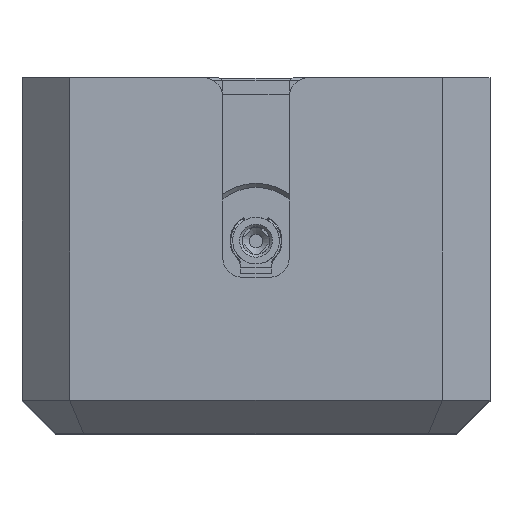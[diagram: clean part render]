
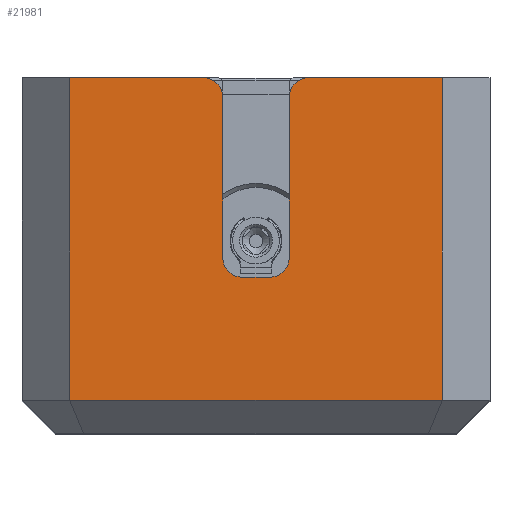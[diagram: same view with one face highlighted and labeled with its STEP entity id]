
A CAD part, top view. The second image highlights one B-rep face of the part: STEP entity #21981.
In plain terms, the highlighted planar face has unit normal (0, 0, 1).
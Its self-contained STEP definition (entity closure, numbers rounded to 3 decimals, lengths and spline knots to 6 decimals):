
#819=PLANE('',#23355);
#1597=CIRCLE('',#23356,0.003);
#1598=CIRCLE('',#23357,0.003);
#1599=CIRCLE('',#23358,0.003);
#1600=CIRCLE('',#23359,0.003);
#2603=ORIENTED_EDGE('',*,*,#9225,.F.);
#2604=ORIENTED_EDGE('',*,*,#9226,.T.);
#2605=ORIENTED_EDGE('',*,*,#9227,.F.);
#2606=ORIENTED_EDGE('',*,*,#9228,.T.);
#2607=ORIENTED_EDGE('',*,*,#9229,.T.);
#2608=ORIENTED_EDGE('',*,*,#9230,.F.);
#2609=ORIENTED_EDGE('',*,*,#9231,.T.);
#2610=ORIENTED_EDGE('',*,*,#9232,.T.);
#2611=ORIENTED_EDGE('',*,*,#9233,.T.);
#2612=ORIENTED_EDGE('',*,*,#9234,.T.);
#2613=ORIENTED_EDGE('',*,*,#9235,.T.);
#2614=ORIENTED_EDGE('',*,*,#9236,.T.);
#9225=EDGE_CURVE('',#12508,#12509,#14748,.T.);
#9226=EDGE_CURVE('',#12508,#12510,#1597,.T.);
#9227=EDGE_CURVE('',#12511,#12510,#14749,.T.);
#9228=EDGE_CURVE('',#12511,#12512,#14750,.T.);
#9229=EDGE_CURVE('',#12512,#12513,#14751,.T.);
#9230=EDGE_CURVE('',#12514,#12513,#14752,.T.);
#9231=EDGE_CURVE('',#12514,#12515,#14753,.T.);
#9232=EDGE_CURVE('',#12515,#12516,#1598,.T.);
#9233=EDGE_CURVE('',#12516,#12517,#14754,.T.);
#9234=EDGE_CURVE('',#12517,#12518,#1599,.F.);
#9235=EDGE_CURVE('',#12518,#12519,#14755,.T.);
#9236=EDGE_CURVE('',#12519,#12509,#1600,.F.);
#12508=VERTEX_POINT('',#31606);
#12509=VERTEX_POINT('',#31607);
#12510=VERTEX_POINT('',#31609);
#12511=VERTEX_POINT('',#31611);
#12512=VERTEX_POINT('',#31613);
#12513=VERTEX_POINT('',#31615);
#12514=VERTEX_POINT('',#31617);
#12515=VERTEX_POINT('',#31619);
#12516=VERTEX_POINT('',#31621);
#12517=VERTEX_POINT('',#31623);
#12518=VERTEX_POINT('',#31625);
#12519=VERTEX_POINT('',#31627);
#14748=LINE('',#31605,#16727);
#14749=LINE('',#31610,#16728);
#14750=LINE('',#31612,#16729);
#14751=LINE('',#31614,#16730);
#14752=LINE('',#31616,#16731);
#14753=LINE('',#31618,#16732);
#14754=LINE('',#31622,#16733);
#14755=LINE('',#31626,#16734);
#16727=VECTOR('',#25615,1.);
#16728=VECTOR('',#25618,1.);
#16729=VECTOR('',#25619,1.);
#16730=VECTOR('',#25620,1.);
#16731=VECTOR('',#25621,1.);
#16732=VECTOR('',#25622,1.);
#16733=VECTOR('',#25625,1.);
#16734=VECTOR('',#25628,1.);
#18637=EDGE_LOOP('',(#2603,#2604,#2605,#2606,#2607,#2608,#2609,#2610,#2611,
#2612,#2613,#2614));
#20175=FACE_BOUND('',#18637,.T.);
#21981=ADVANCED_FACE('',(#20175),#819,.T.);
#23355=AXIS2_PLACEMENT_3D('',#31604,#25613,#25614);
#23356=AXIS2_PLACEMENT_3D('',#31608,#25616,#25617);
#23357=AXIS2_PLACEMENT_3D('',#31620,#25623,#25624);
#23358=AXIS2_PLACEMENT_3D('',#31624,#25626,#25627);
#23359=AXIS2_PLACEMENT_3D('',#31628,#25629,#25630);
#25613=DIRECTION('',(0.,0.,1.));
#25614=DIRECTION('',(1.,0.,0.));
#25615=DIRECTION('',(0.,-1.,0.));
#25616=DIRECTION('',(0.,0.,1.));
#25617=DIRECTION('',(1.,0.,0.));
#25618=DIRECTION('',(1.,0.,0.));
#25619=DIRECTION('',(0.,-1.,0.));
#25620=DIRECTION('',(1.,0.,0.));
#25621=DIRECTION('',(0.,-1.,0.));
#25622=DIRECTION('',(-1.,0.,0.));
#25623=DIRECTION('',(0.,0.,1.));
#25624=DIRECTION('',(1.,0.,0.));
#25625=DIRECTION('',(0.,-1.,0.));
#25626=DIRECTION('',(0.,0.,1.));
#25627=DIRECTION('',(1.,0.,0.));
#25628=DIRECTION('',(-1.,0.,0.));
#25629=DIRECTION('',(0.,0.,1.));
#25630=DIRECTION('',(1.,0.,0.));
#31604=CARTESIAN_POINT('',(0.,-0.00225,0.01295));
#31605=CARTESIAN_POINT('',(-0.005,0.0095,0.01295));
#31606=CARTESIAN_POINT('',(-0.005,0.0215,0.01295));
#31607=CARTESIAN_POINT('',(-0.005,-0.0025,0.01295));
#31608=CARTESIAN_POINT('',(-0.008,0.0215,0.01295));
#31609=CARTESIAN_POINT('',(-0.008,0.0245,0.01295));
#31610=CARTESIAN_POINT('',(-0.027999,0.0245,0.01295));
#31611=CARTESIAN_POINT('',(-0.027978,0.0245,0.01295));
#31612=CARTESIAN_POINT('',(-0.027978,0.024502,0.01295));
#31613=CARTESIAN_POINT('',(-0.027978,-0.024,0.01295));
#31614=CARTESIAN_POINT('',(0.,-0.024,0.01295));
#31615=CARTESIAN_POINT('',(0.027978,-0.024,0.01295));
#31616=CARTESIAN_POINT('',(0.027978,0.024502,0.01295));
#31617=CARTESIAN_POINT('',(0.027978,0.0245,0.01295));
#31618=CARTESIAN_POINT('',(0.027999,0.0245,0.01295));
#31619=CARTESIAN_POINT('',(0.008,0.0245,0.01295));
#31620=CARTESIAN_POINT('',(0.008,0.0215,0.01295));
#31621=CARTESIAN_POINT('',(0.005,0.0215,0.01295));
#31622=CARTESIAN_POINT('',(0.005,0.0095,0.01295));
#31623=CARTESIAN_POINT('',(0.005,-0.0025,0.01295));
#31624=CARTESIAN_POINT('',(0.002,-0.0025,0.01295));
#31625=CARTESIAN_POINT('',(0.002,-0.0055,0.01295));
#31626=CARTESIAN_POINT('',(0.,-0.0055,0.01295));
#31627=CARTESIAN_POINT('',(-0.002,-0.0055,0.01295));
#31628=CARTESIAN_POINT('',(-0.002,-0.0025,0.01295));
